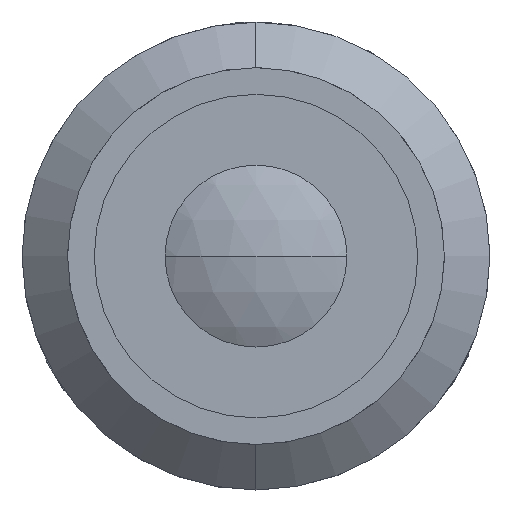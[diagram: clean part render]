
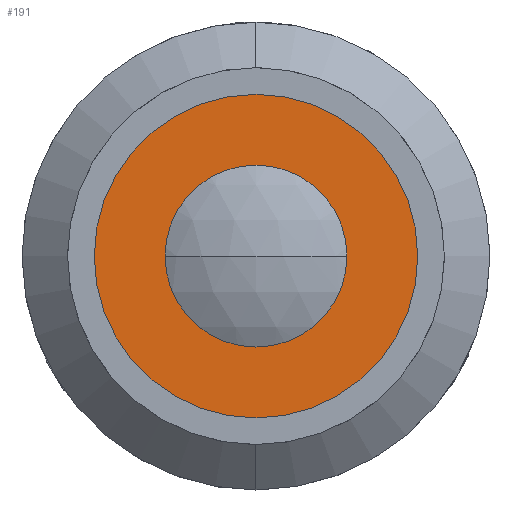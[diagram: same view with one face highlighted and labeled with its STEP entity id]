
A CAD part, left-side view. The second image highlights one B-rep face of the part: STEP entity #191.
In plain terms, the highlighted planar face has unit normal (-1, 0, 0).
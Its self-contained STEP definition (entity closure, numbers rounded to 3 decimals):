
#7 = FACE_BOUND ( 'NONE', #304, .T. ) ;
#94 = DIRECTION ( 'NONE',  ( 1., 0., 0. ) ) ;
#172 = CIRCLE ( 'NONE', #4295, 7. ) ;
#191 = ADVANCED_FACE ( 'NONE', ( #7, #2459 ), #2821, .F. ) ;
#199 = CIRCLE ( 'NONE', #1427, 13.5 ) ;
#304 = EDGE_LOOP ( 'NONE', ( #1938, #1908 ) ) ;
#389 = DIRECTION ( 'NONE',  ( 0., 0., 1. ) ) ;
#409 = CARTESIAN_POINT ( 'NONE',  ( 3.8, 0., -13.5 ) ) ;
#563 = DIRECTION ( 'NONE',  ( 0., 0., 1. ) ) ;
#581 = CARTESIAN_POINT ( 'NONE',  ( 3.8, 0., 7. ) ) ;
#691 = CIRCLE ( 'NONE', #3589, 13.5 ) ;
#824 = EDGE_CURVE ( 'NONE', #3878, #1104, #172, .T. ) ;
#881 = CARTESIAN_POINT ( 'NONE',  ( 3.8, 0., -7. ) ) ;
#905 = DIRECTION ( 'NONE',  ( -1., 0., 0. ) ) ;
#925 = DIRECTION ( 'NONE',  ( 0., 0., 1. ) ) ;
#1016 = EDGE_LOOP ( 'NONE', ( #3247, #3558 ) ) ;
#1104 = VERTEX_POINT ( 'NONE', #581 ) ;
#1427 = AXIS2_PLACEMENT_3D ( 'NONE', #3663, #1919, #925 ) ;
#1517 = AXIS2_PLACEMENT_3D ( 'NONE', #2130, #4201, #389 ) ;
#1661 = EDGE_CURVE ( 'NONE', #1104, #3878, #3466, .T. ) ;
#1680 = VERTEX_POINT ( 'NONE', #3512 ) ;
#1908 = ORIENTED_EDGE ( 'NONE', *, *, #824, .F. ) ;
#1919 = DIRECTION ( 'NONE',  ( -1., 0., 0. ) ) ;
#1938 = ORIENTED_EDGE ( 'NONE', *, *, #1661, .F. ) ;
#1948 = EDGE_CURVE ( 'NONE', #1967, #1680, #691, .T. ) ;
#1967 = VERTEX_POINT ( 'NONE', #409 ) ;
#2130 = CARTESIAN_POINT ( 'NONE',  ( 3.8, 0., 0. ) ) ;
#2413 = DIRECTION ( 'NONE',  ( 0., 0., -1. ) ) ;
#2459 = FACE_OUTER_BOUND ( 'NONE', #1016, .T. ) ;
#2786 = CARTESIAN_POINT ( 'NONE',  ( 3.8, 0., 0. ) ) ;
#2821 = PLANE ( 'NONE',  #3809 ) ;
#3143 = DIRECTION ( 'NONE',  ( 0., 0., 1. ) ) ;
#3152 = CARTESIAN_POINT ( 'NONE',  ( 3.8, 13.5, 0. ) ) ;
#3247 = ORIENTED_EDGE ( 'NONE', *, *, #3932, .T. ) ;
#3466 = CIRCLE ( 'NONE', #1517, 7. ) ;
#3508 = DIRECTION ( 'NONE',  ( -1., 0., 0. ) ) ;
#3512 = CARTESIAN_POINT ( 'NONE',  ( 3.8, 0., 13.5 ) ) ;
#3558 = ORIENTED_EDGE ( 'NONE', *, *, #1948, .T. ) ;
#3589 = AXIS2_PLACEMENT_3D ( 'NONE', #2786, #3508, #3143 ) ;
#3663 = CARTESIAN_POINT ( 'NONE',  ( 3.8, 0., 0. ) ) ;
#3809 = AXIS2_PLACEMENT_3D ( 'NONE', #3152, #94, #2413 ) ;
#3878 = VERTEX_POINT ( 'NONE', #881 ) ;
#3932 = EDGE_CURVE ( 'NONE', #1680, #1967, #199, .T. ) ;
#4013 = CARTESIAN_POINT ( 'NONE',  ( 3.8, 0., 0. ) ) ;
#4201 = DIRECTION ( 'NONE',  ( -1., 0., 0. ) ) ;
#4295 = AXIS2_PLACEMENT_3D ( 'NONE', #4013, #905, #563 ) ;
